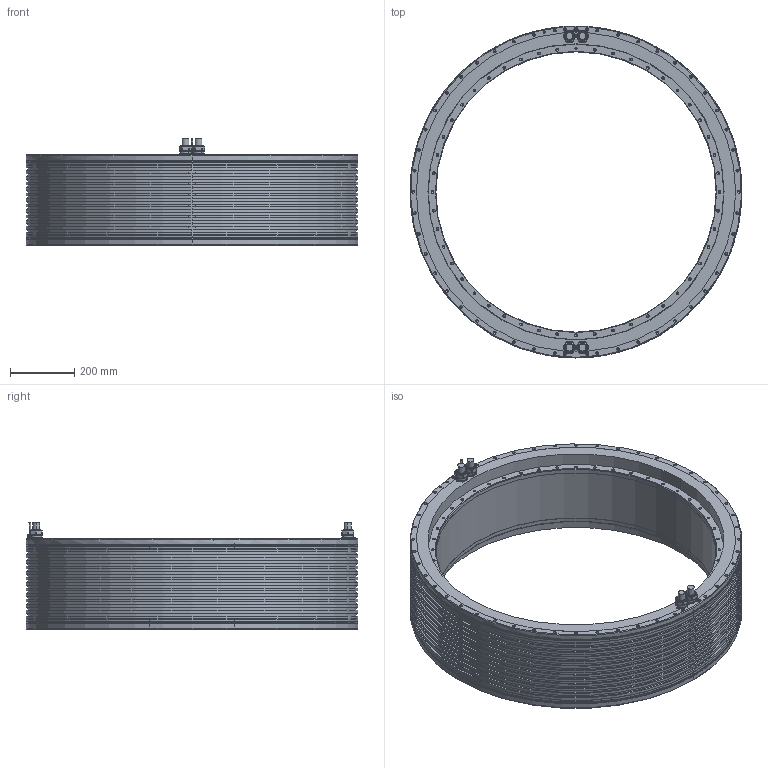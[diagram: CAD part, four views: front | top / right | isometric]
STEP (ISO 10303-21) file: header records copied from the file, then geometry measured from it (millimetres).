
FILE_DESCRIPTION((''),'2;1');
FILE_NAME('PRT0001','2016-06-29T',('CH5795'),(''),'PRO/ENGINEER BY PARAMETRIC TECHNOLOGY CORPORATION, 2014000','PRO/ENGINEER BY PARAMETRIC TECHNOLOGY CORPORATION, 2014000','');
FILE_SCHEMA(('CONFIG_CONTROL_DESIGN'));
Length unit declared in the file: millimetre
Products named in the file (1): PRT0001
Bounding box: 1030 x 1030 x 329.7 mm (x, y, z)
Volume: 58823988.9 mm3; surface area: 3990531.3 mm2
Topology: 4 solids, 23 shells, 1513 faces, 3727 edges, 2109 vertices
Faces by surface type: cylinder 699, cone 470, plane 234, torus 94, sphere 8, revolution 8
Entity records: 53141 total; most frequent: DIRECTION 8075, CARTESIAN_POINT 8063, ORIENTED_EDGE 6686, EDGE_CURVE 3343, AXIS2_PLACEMENT_3D 3309, VERTEX_POINT 2109, CIRCLE 1804, EDGE_LOOP 1784
